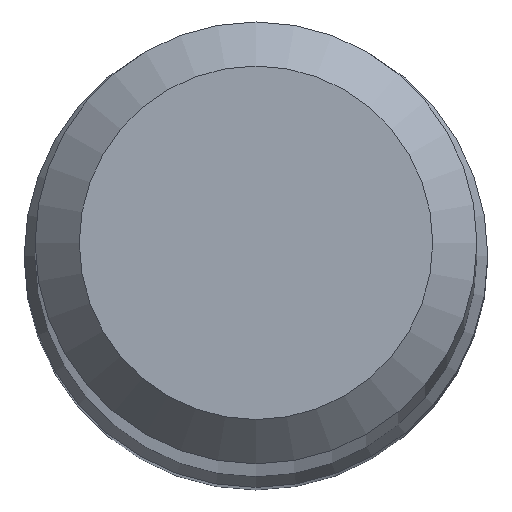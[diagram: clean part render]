
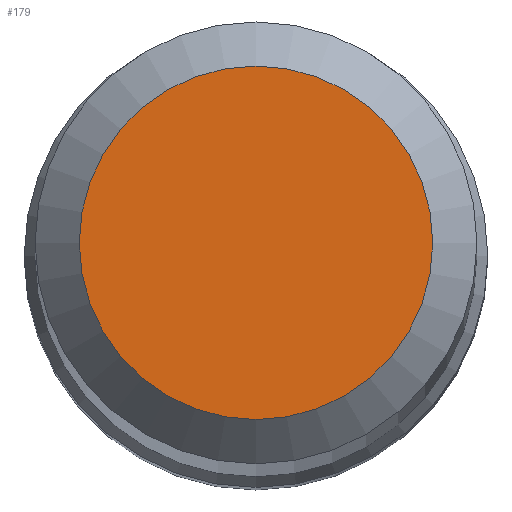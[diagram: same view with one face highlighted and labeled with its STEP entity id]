
A CAD part, top view. The second image highlights one B-rep face of the part: STEP entity #179.
In plain terms, the highlighted planar face has unit normal (0, 0, 1).
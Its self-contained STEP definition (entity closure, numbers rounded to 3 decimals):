
#11 = ORIENTED_EDGE ( 'NONE', *, *, #216, .F. ) ;
#12 = AXIS2_PLACEMENT_3D ( 'NONE', #191, #17, #154 ) ;
#17 = DIRECTION ( 'NONE',  ( 0., 0., 1. ) ) ;
#54 = CARTESIAN_POINT ( 'NONE',  ( 0., 0., 80. ) ) ;
#108 = CARTESIAN_POINT ( 'NONE',  ( 0., 1.6, 80. ) ) ;
#149 = PLANE ( 'NONE',  #12 ) ;
#151 = FACE_OUTER_BOUND ( 'NONE', #180, .T. ) ;
#154 = DIRECTION ( 'NONE',  ( 0., -1., 0. ) ) ;
#168 = DIRECTION ( 'NONE',  ( 0., 1., 0. ) ) ;
#179 = ADVANCED_FACE ( 'NONE', ( #151 ), #149, .T. ) ;
#180 = EDGE_LOOP ( 'NONE', ( #11 ) ) ;
#191 = CARTESIAN_POINT ( 'NONE',  ( 0., 0., 80. ) ) ;
#203 = VERTEX_POINT ( 'NONE', #108 ) ;
#204 = DIRECTION ( 'NONE',  ( 0., 0., -1. ) ) ;
#216 = EDGE_CURVE ( 'NONE', #203, #203, #224, .T. ) ;
#220 = AXIS2_PLACEMENT_3D ( 'NONE', #54, #204, #168 ) ;
#224 = CIRCLE ( 'NONE', #220, 1.6 ) ;
